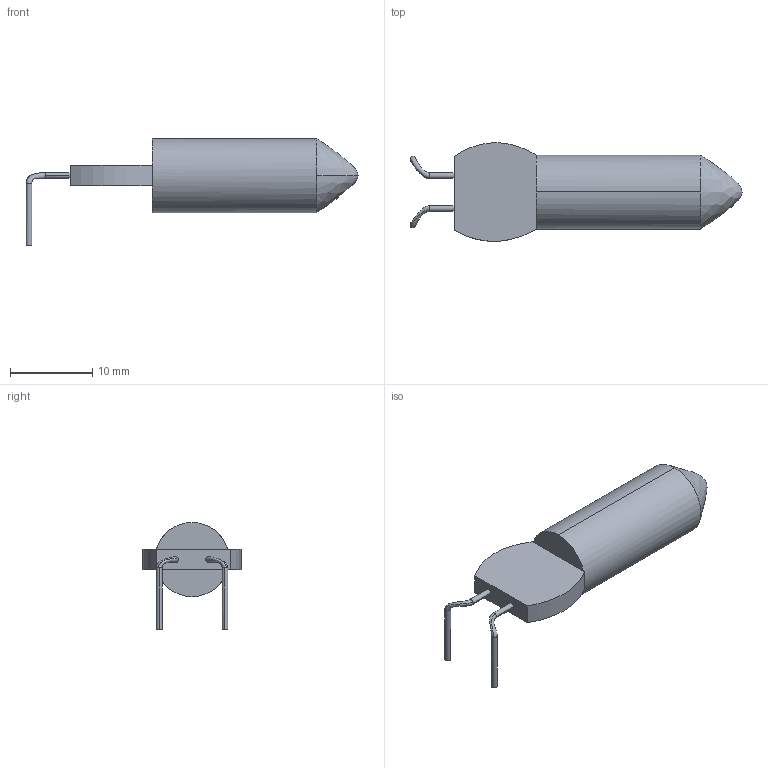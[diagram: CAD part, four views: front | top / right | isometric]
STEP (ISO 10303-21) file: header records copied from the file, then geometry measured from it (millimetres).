
FILE_DESCRIPTION (( 'STEP AP214' ), '1' );
FILE_NAME ('R2868.STEP', '2021-06-04T11:32:31', ( '' ), ( '' ), 'SwSTEP 2.0', 'SolidWorks 2019', '' );
FILE_SCHEMA (( 'AUTOMOTIVE_DESIGN' ));
Length unit declared in the file: millimetre
Products named in the file (1): R2868
Bounding box: 40.35 x 11.97 x 13 mm (x, y, z)
Volume: 1688.4 mm3; surface area: 1066.9 mm2
Topology: 1 solids, 1 shells, 29 faces, 72 edges, 45 vertices
Faces by surface type: plane 11, cylinder 10, bspline 8
Entity records: 1565 total; most frequent: CARTESIAN_POINT 591, ORIENTED_EDGE 140, DIRECTION 108, EDGE_CURVE 70, VERTEX_POINT 45, AXIS2_PLACEMENT_3D 42, UNCERTAINTY_MEASURE_WITH_UNIT 32, SURFACE_STYLE_FILL_AREA 31
